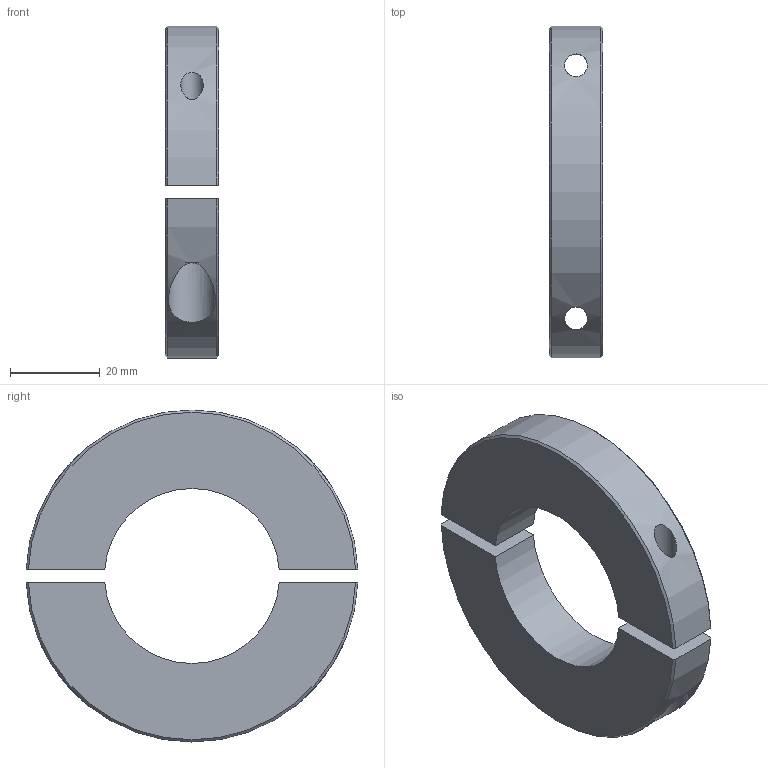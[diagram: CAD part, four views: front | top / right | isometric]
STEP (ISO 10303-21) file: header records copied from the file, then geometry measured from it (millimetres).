
FILE_DESCRIPTION(/* description */ (''),/* implementation_level */ '2;1');
FILE_NAME(/* name */ 'AIR SHOCKS STOPPER v7.step',/* time_stamp */ '2023-01-21T23:33:37+01:00',/* author */ (''),/* organization */ (''),/* preprocessor_version */ 'ST-DEVELOPER v19.2',/* originating_system */ 'Autodesk Translation Framework v11.17.0.187',/* authorisation */ '');
FILE_SCHEMA (('AUTOMOTIVE_DESIGN { 1 0 10303 214 3 1 1 }'));
Length unit declared in the file: millimetre
Products named in the file (1): AIR SHOCKS STOPPER
Bounding box: 12 x 73.94 x 74 mm (x, y, z)
Volume: 32854.4 mm3; surface area: 12248.8 mm2
Topology: 2 solids, 2 shells, 24 faces, 56 edges, 38 vertices
Faces by surface type: cylinder 10, plane 10, cone 4
Full cylindrical faces by diameter (mm): 5.035 x2, 6.2 x2
Entity records: 874 total; most frequent: CARTESIAN_POINT 285, ORIENTED_EDGE 112, DIRECTION 112, EDGE_CURVE 56, AXIS2_PLACEMENT_3D 45, VERTEX_POINT 38, EDGE_LOOP 34, FACE_OUTER_BOUND 24
